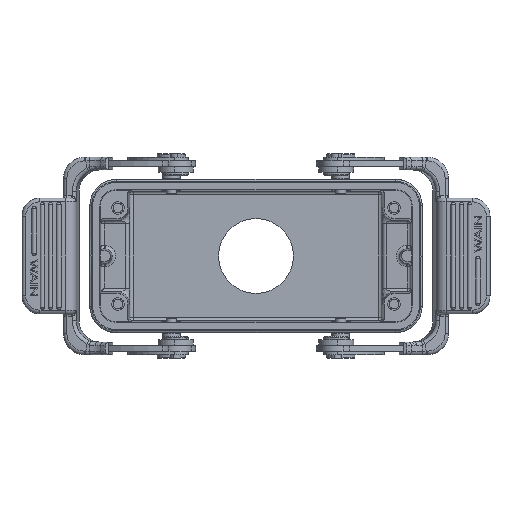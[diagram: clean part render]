
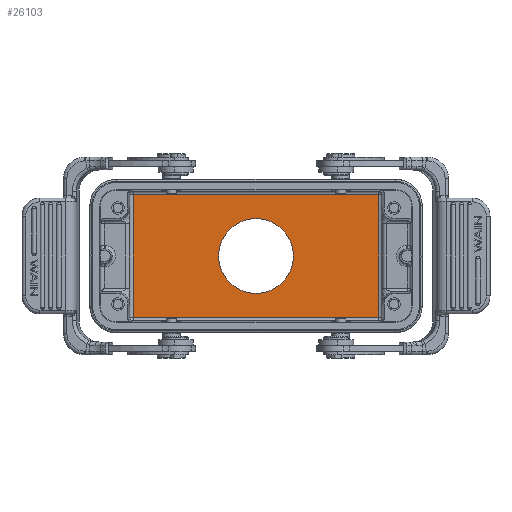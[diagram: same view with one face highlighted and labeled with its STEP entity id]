
A CAD part, front view. The second image highlights one B-rep face of the part: STEP entity #26103.
In plain terms, the highlighted planar face has unit normal (0, -1, 0).
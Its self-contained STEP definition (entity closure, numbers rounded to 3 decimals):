
#1269=CARTESIAN_POINT('',(0.,43.,0.));
#1270=DIRECTION('',(0.,-1.,0.));
#1271=DIRECTION('',(-1.,0.,0.));
#1272=AXIS2_PLACEMENT_3D('',#1269,#1270,#1271);
#1274=CARTESIAN_POINT('',(0.,43.,0.));
#1275=DIRECTION('',(0.,-1.,0.));
#1276=DIRECTION('',(1.,0.,0.));
#1277=AXIS2_PLACEMENT_3D('',#1274,#1275,#1276);
#1283=DIRECTION('',(-1.,0.,0.));
#1284=VECTOR('',#1283,68.89);
#1285=CARTESIAN_POINT('',(34.445,43.,17.222));
#1286=LINE('',#1285,#1284);
#1360=DIRECTION('',(0.,0.,-1.));
#1361=VECTOR('',#1360,34.445);
#1362=CARTESIAN_POINT('',(-34.445,43.,17.222));
#1363=LINE('',#1362,#1361);
#1383=DIRECTION('',(1.,0.,0.));
#1384=VECTOR('',#1383,68.89);
#1385=CARTESIAN_POINT('',(-34.445,43.,-17.222));
#1386=LINE('',#1385,#1384);
#1410=DIRECTION('',(0.,0.,1.));
#1411=VECTOR('',#1410,34.445);
#1412=CARTESIAN_POINT('',(34.445,43.,-17.222));
#1413=LINE('',#1412,#1411);
#20155=CARTESIAN_POINT('',(10.5,43.,0.));
#20156=VERTEX_POINT('',#20155);
#20157=CARTESIAN_POINT('',(-10.5,43.,0.));
#20158=VERTEX_POINT('',#20157);
#20159=CARTESIAN_POINT('',(34.445,43.,17.222));
#20160=CARTESIAN_POINT('',(-34.445,43.,17.222));
#20161=VERTEX_POINT('',#20159);
#20162=VERTEX_POINT('',#20160);
#20163=CARTESIAN_POINT('',(34.445,43.,-17.222));
#20164=VERTEX_POINT('',#20163);
#20165=CARTESIAN_POINT('',(-34.445,43.,-17.222));
#20166=VERTEX_POINT('',#20165);
#26084=CARTESIAN_POINT('',(45.5,43.,-21.5));
#26085=DIRECTION('',(0.,1.,0.));
#26086=DIRECTION('',(1.,0.,0.));
#26087=AXIS2_PLACEMENT_3D('',#26084,#26085,#26086);
#26088=PLANE('',#26087);
#26090=ORIENTED_EDGE('',*,*,#26089,.F.);
#26092=ORIENTED_EDGE('',*,*,#26091,.F.);
#26094=ORIENTED_EDGE('',*,*,#26093,.F.);
#26096=ORIENTED_EDGE('',*,*,#26095,.F.);
#26097=EDGE_LOOP('',(#26090,#26092,#26094,#26096));
#26098=FACE_OUTER_BOUND('',#26097,.F.);
#26099=ORIENTED_EDGE('',*,*,#26064,.T.);
#26100=ORIENTED_EDGE('',*,*,#26078,.T.);
#26101=EDGE_LOOP('',(#26099,#26100));
#26102=FACE_BOUND('',#26101,.F.);
#26103=ADVANCED_FACE('',(#26098,#26102),#26088,.F.);
#1273=CIRCLE('',#1272,10.5);
#1278=CIRCLE('',#1277,10.5);
#26064=EDGE_CURVE('',#20158,#20156,#1273,.T.);
#26078=EDGE_CURVE('',#20156,#20158,#1278,.T.);
#26089=EDGE_CURVE('',#20161,#20162,#1286,.T.);
#26091=EDGE_CURVE('',#20164,#20161,#1413,.T.);
#26093=EDGE_CURVE('',#20166,#20164,#1386,.T.);
#26095=EDGE_CURVE('',#20162,#20166,#1363,.T.);
